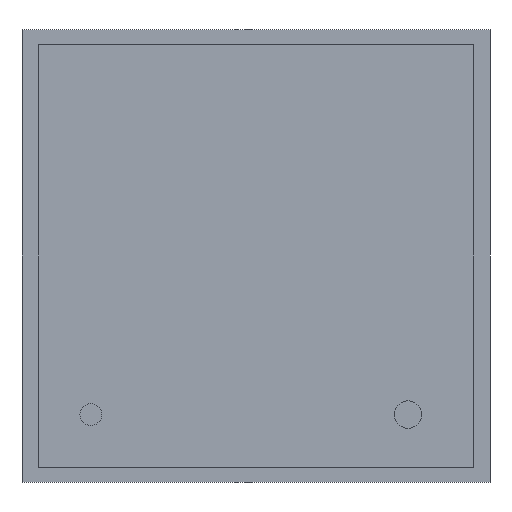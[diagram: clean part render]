
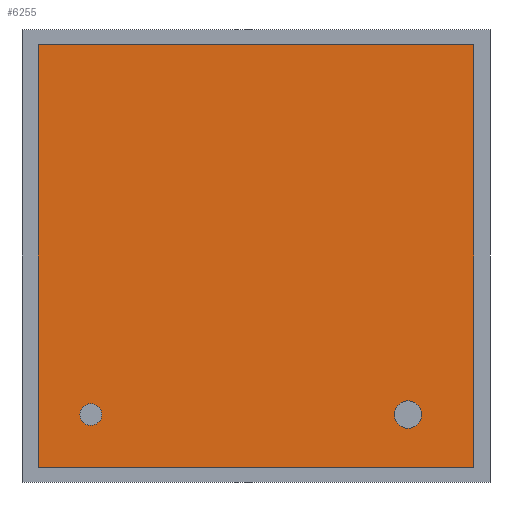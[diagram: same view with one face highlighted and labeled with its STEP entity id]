
A CAD part, front view. The second image highlights one B-rep face of the part: STEP entity #6255.
In plain terms, the highlighted planar face has unit normal (0, -1, 0).
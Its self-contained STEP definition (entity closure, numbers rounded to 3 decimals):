
#259=FACE_OUTER_BOUND('',#643,.T.);
#643=EDGE_LOOP('',(#4189,#4190,#4191,#4192));
#1058=LINE('',#9016,#1856);
#1061=LINE('',#9022,#1859);
#1064=LINE('',#9028,#1862);
#1067=LINE('',#9032,#1865);
#1856=VECTOR('',#7245,10.);
#1859=VECTOR('',#7250,10.);
#1862=VECTOR('',#7255,10.);
#1865=VECTOR('',#7260,10.);
#2640=VERTEX_POINT('',#9013);
#2641=VERTEX_POINT('',#9015);
#2643=VERTEX_POINT('',#9021);
#2645=VERTEX_POINT('',#9027);
#3256=EDGE_CURVE('',#2641,#2640,#1058,.T.);
#3259=EDGE_CURVE('',#2643,#2641,#1061,.T.);
#3262=EDGE_CURVE('',#2645,#2643,#1064,.T.);
#3265=EDGE_CURVE('',#2640,#2645,#1067,.T.);
#4189=ORIENTED_EDGE('',*,*,#3265,.T.);
#4190=ORIENTED_EDGE('',*,*,#3262,.T.);
#4191=ORIENTED_EDGE('',*,*,#3259,.T.);
#4192=ORIENTED_EDGE('',*,*,#3256,.T.);
#5907=PLANE('',#6702);
#6255=ADVANCED_FACE('',(#259),#5907,.T.);
#6702=AXIS2_PLACEMENT_3D('',#9033,#7261,#7262);
#7245=DIRECTION('',(0.,0.,-1.));
#7250=DIRECTION('',(-1.,0.,0.));
#7255=DIRECTION('',(0.,0.,1.));
#7260=DIRECTION('',(1.,0.,0.));
#7261=DIRECTION('center_axis',(0.,-1.,0.));
#7262=DIRECTION('ref_axis',(0.,0.,-1.));
#9013=CARTESIAN_POINT('',(-397.,-344.6,-385.));
#9015=CARTESIAN_POINT('',(-397.,-344.6,385.));
#9016=CARTESIAN_POINT('',(-397.,-344.6,385.));
#9021=CARTESIAN_POINT('',(397.,-344.6,385.));
#9022=CARTESIAN_POINT('',(397.,-344.6,385.));
#9027=CARTESIAN_POINT('',(397.,-344.6,-385.));
#9028=CARTESIAN_POINT('',(397.,-344.6,-385.));
#9032=CARTESIAN_POINT('',(-397.,-344.6,-385.));
#9033=CARTESIAN_POINT('Origin',(0.,-344.6,0.));
